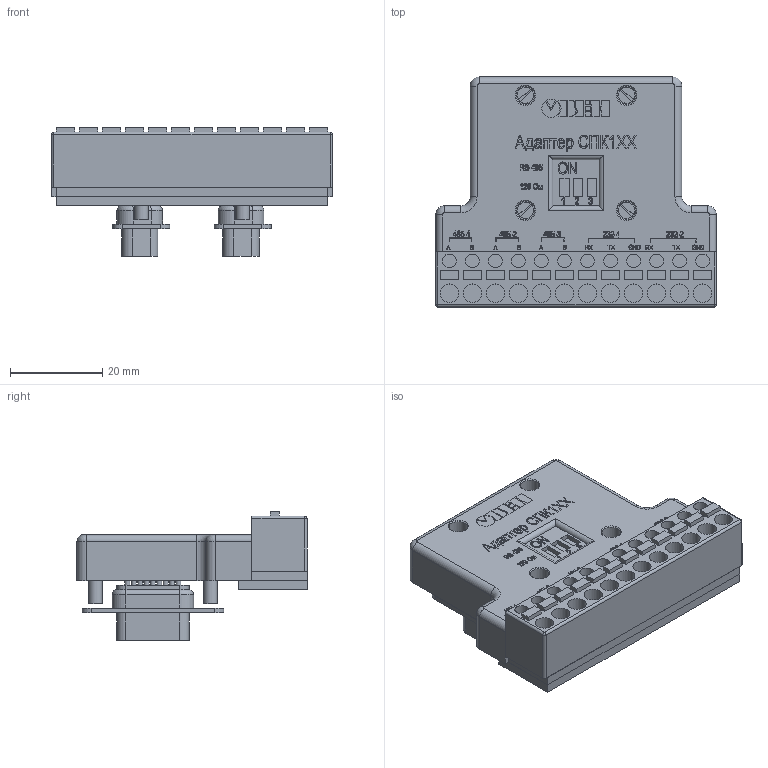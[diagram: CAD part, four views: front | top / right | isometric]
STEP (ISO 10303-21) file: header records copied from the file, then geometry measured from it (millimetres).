
FILE_DESCRIPTION (( 'STEP AP214' ), '1' );
FILE_NAME ('3D ìîäåëü àäàïòåð ÑÏÊ 1ÕÕ.STEP', '2019-08-07T07:08:50', ( '' ), ( '' ), 'SwSTEP 2.0', 'SolidWorks 2015', '' );
FILE_SCHEMA (( 'AUTOMOTIVE_DESIGN' ));
Length unit declared in the file: millimetre
Products named in the file (6): 砑僗趌00; Àäàïòåð íèç_00; 冓踖樦 9pin; 3D ìîäåëü àäàïòåð ÑÏÊ 1ÕÕ; Àäàïòåð âåðõ_00; 语腩蝽栩咫黖00
Assembly tree (6 placements, depth 2):
  3D ìîäåëü àäàïòåð ÑÏÊ 1ÕÕ
    Àäàïòåð âåðõ_00
    Àäàïòåð íèç_00
    砑僗趌00
    语腩蝽栩咫黖00
    冓踖樦 9pin  x2
Bounding box: 61 x 50 x 28 mm (x, y, z)
Volume: 33201.4 mm3; surface area: 21423.6 mm2
Topology: 6 solids, 6 shells, 1569 faces, 3974 edges, 2630 vertices
Faces by surface type: plane 959, bspline 430, cylinder 160, torus 14, cone 4, sphere 2
Full cylindrical faces by diameter (mm): 1.1 x36, 3 x24, 3.5 x4, 4 x16
Entity records: 80943 total; most frequent: CARTESIAN_POINT 33024, ORIENTED_EDGE 7480, DIRECTION 5262, EDGE_CURVE 3740, LINE 2622, VECTOR 2622, VERTEX_POINT 2522, EDGE_LOOP 1758
